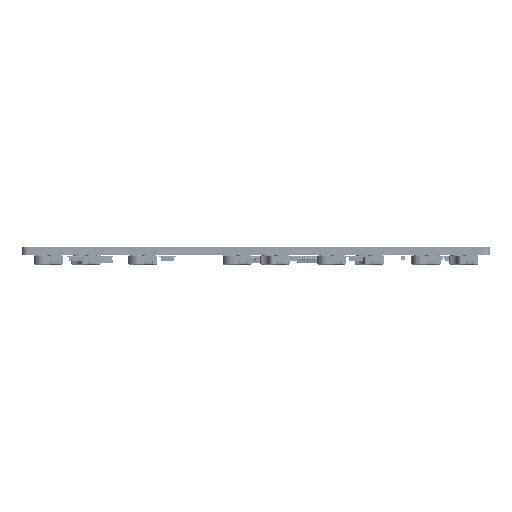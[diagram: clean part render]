
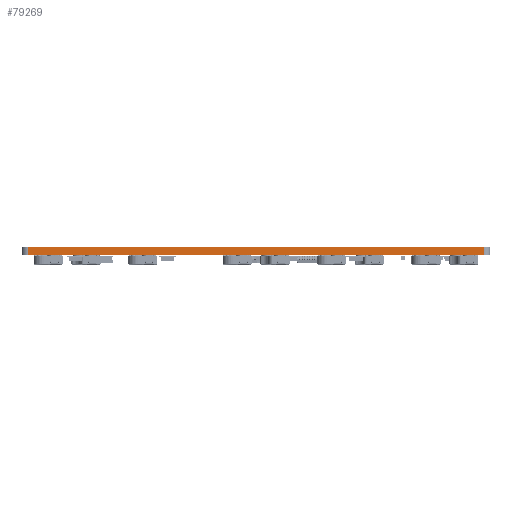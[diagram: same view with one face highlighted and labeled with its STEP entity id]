
A CAD part, left-side view. The second image highlights one B-rep face of the part: STEP entity #79269.
In plain terms, the highlighted planar face has unit normal (-1, 0, 0).
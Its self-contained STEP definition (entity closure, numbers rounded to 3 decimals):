
#66665 = VERTEX_POINT('',#66666);
#66666 = CARTESIAN_POINT('',(237.236,-96.203,0.));
#66673 = EDGE_CURVE('',#66674,#66665,#66676,.T.);
#66674 = VERTEX_POINT('',#66675);
#66675 = CARTESIAN_POINT('',(237.236,-188.355,0.));
#66676 = LINE('',#66677,#66678);
#66677 = CARTESIAN_POINT('',(237.236,-188.355,0.));
#66678 = VECTOR('',#66679,1.);
#66679 = DIRECTION('',(0.,1.,0.));
#72761 = VERTEX_POINT('',#72762);
#72762 = CARTESIAN_POINT('',(237.236,-96.203,1.6));
#72769 = EDGE_CURVE('',#72770,#72761,#72772,.T.);
#72770 = VERTEX_POINT('',#72771);
#72771 = CARTESIAN_POINT('',(237.236,-188.355,1.6));
#72772 = LINE('',#72773,#72774);
#72773 = CARTESIAN_POINT('',(237.236,-188.355,1.6));
#72774 = VECTOR('',#72775,1.);
#72775 = DIRECTION('',(0.,1.,0.));
#79239 = EDGE_CURVE('',#66665,#72761,#79240,.T.);
#79240 = LINE('',#79241,#79242);
#79241 = CARTESIAN_POINT('',(237.236,-96.203,0.));
#79242 = VECTOR('',#79243,1.);
#79243 = DIRECTION('',(0.,0.,1.));
#79269 = ADVANCED_FACE('',(#79270),#79281,.T.);
#79270 = FACE_BOUND('',#79271,.T.);
#79271 = EDGE_LOOP('',(#79272,#79278,#79279,#79280));
#79272 = ORIENTED_EDGE('',*,*,#79273,.T.);
#79273 = EDGE_CURVE('',#66674,#72770,#79274,.T.);
#79274 = LINE('',#79275,#79276);
#79275 = CARTESIAN_POINT('',(237.236,-188.355,0.));
#79276 = VECTOR('',#79277,1.);
#79277 = DIRECTION('',(0.,0.,1.));
#79278 = ORIENTED_EDGE('',*,*,#72769,.T.);
#79279 = ORIENTED_EDGE('',*,*,#79239,.F.);
#79280 = ORIENTED_EDGE('',*,*,#66673,.F.);
#79281 = PLANE('',#79282);
#79282 = AXIS2_PLACEMENT_3D('',#79283,#79284,#79285);
#79283 = CARTESIAN_POINT('',(237.236,-188.355,0.));
#79284 = DIRECTION('',(-1.,0.,0.));
#79285 = DIRECTION('',(0.,1.,0.));
